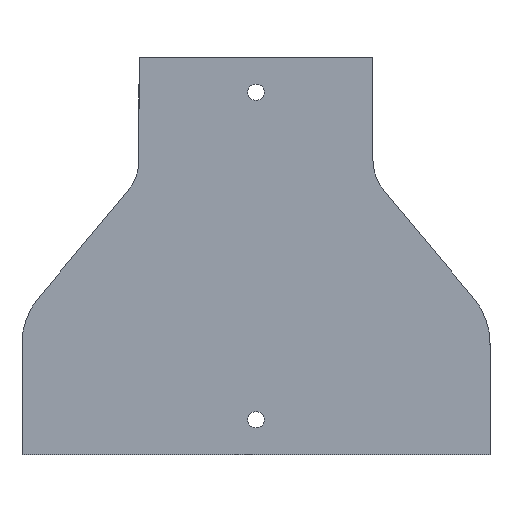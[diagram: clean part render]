
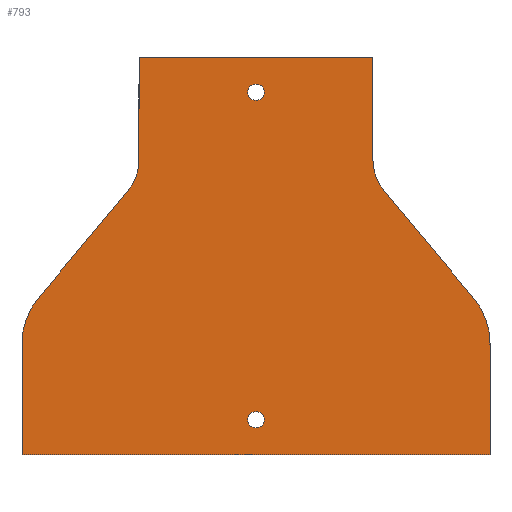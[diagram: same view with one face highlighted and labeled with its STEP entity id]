
A CAD part, front view. The second image highlights one B-rep face of the part: STEP entity #793.
In plain terms, the highlighted planar face has unit normal (0, -1, 0).
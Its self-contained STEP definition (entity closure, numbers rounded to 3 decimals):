
#3 = DIRECTION ( 'NONE',  ( -1., 0., 0. ) ) ;
#29 = CARTESIAN_POINT ( 'NONE',  ( -100., 0., -170. ) ) ;
#158 = DIRECTION ( 'NONE',  ( 0., 0., 1. ) ) ;
#159 = CARTESIAN_POINT ( 'NONE',  ( -50., 0., 0. ) ) ;
#179 = CARTESIAN_POINT ( 'NONE',  ( -50., 0., 0. ) ) ;
#180 = CARTESIAN_POINT ( 'NONE',  ( 100., 0., -122.241 ) ) ;
#186 = CARTESIAN_POINT ( 'NONE',  ( 100., 0., -122.241 ) ) ;
#223 = DIRECTION ( 'NONE',  ( 0., 0., 1. ) ) ;
#230 = CARTESIAN_POINT ( 'NONE',  ( 0., 0., -155. ) ) ;
#233 = CARTESIAN_POINT ( 'NONE',  ( -70., 0., -44.139 ) ) ;
#236 = DIRECTION ( 'NONE',  ( 0., -1., 0. ) ) ;
#238 = DIRECTION ( 'NONE',  ( 0., 0., -1. ) ) ;
#239 = CARTESIAN_POINT ( 'NONE',  ( 0., 0., -15. ) ) ;
#241 = DIRECTION ( 'NONE',  ( 0., 0., -1. ) ) ;
#243 = DIRECTION ( 'NONE',  ( 0., -1., 0. ) ) ;
#260 = CARTESIAN_POINT ( 'NONE',  ( 50., 0., 0. ) ) ;
#369 = DIRECTION ( 'NONE',  ( 0., 0., -1. ) ) ;
#381 = CARTESIAN_POINT ( 'NONE',  ( -70., 0., -44.139 ) ) ;
#383 = DIRECTION ( 'NONE',  ( 0., 1., 0. ) ) ;
#386 = DIRECTION ( 'NONE',  ( 0., -1., 0. ) ) ;
#390 = PLANE ( 'NONE',  #968 ) ;
#445 = DIRECTION ( 'NONE',  ( 0., 0., -1. ) ) ;
#446 = DIRECTION ( 'NONE',  ( 0., -1., 0. ) ) ;
#447 = CARTESIAN_POINT ( 'NONE',  ( 70., 0., -44.139 ) ) ;
#448 = DIRECTION ( 'NONE',  ( 0.64, 0., -0.768 ) ) ;
#461 = DIRECTION ( 'NONE',  ( 1., 0., 0. ) ) ;
#507 = DIRECTION ( 'NONE',  ( 0., 0., 1. ) ) ;
#545 = DIRECTION ( 'NONE',  ( 0., 0., -1. ) ) ;
#552 = CARTESIAN_POINT ( 'NONE',  ( 54.636, 0., -56.942 ) ) ;
#562 = CARTESIAN_POINT ( 'NONE',  ( 70., 0., -122.241 ) ) ;
#576 = DIRECTION ( 'NONE',  ( 0., 1., 0. ) ) ;
#578 = DIRECTION ( 'NONE',  ( 0., 0., -1. ) ) ;
#600 = CARTESIAN_POINT ( 'NONE',  ( 54.636, 0., -56.942 ) ) ;
#604 = CARTESIAN_POINT ( 'NONE',  ( -100., 0., -122.241 ) ) ;
#606 = DIRECTION ( 'NONE',  ( 0., 0., 1. ) ) ;
#612 = CARTESIAN_POINT ( 'NONE',  ( 100., 0., -170. ) ) ;
#627 = CARTESIAN_POINT ( 'NONE',  ( -100., 0., -170. ) ) ;
#635 = CARTESIAN_POINT ( 'NONE',  ( -100., 0., -122.241 ) ) ;
#639 = CARTESIAN_POINT ( 'NONE',  ( -54.636, 0., -56.942 ) ) ;
#641 = CARTESIAN_POINT ( 'NONE',  ( -93.047, 0., -103.035 ) ) ;
#672 = CARTESIAN_POINT ( 'NONE',  ( -54.636, 0., -56.942 ) ) ;
#673 = DIRECTION ( 'NONE',  ( 0.64, 0., 0.768 ) ) ;
#675 = CARTESIAN_POINT ( 'NONE',  ( 0., 0., -158.5 ) ) ;
#676 = CARTESIAN_POINT ( 'NONE',  ( 0., 0., -18.5 ) ) ;
#701 = DIRECTION ( 'NONE',  ( 0., 1., 0. ) ) ;
#702 = DIRECTION ( 'NONE',  ( 0., 0., 1. ) ) ;
#703 = VERTEX_POINT ( 'NONE', #180 ) ;
#726 = EDGE_CURVE ( 'NONE', #1347, #1334, #1740, .T. ) ;
#735 = EDGE_CURVE ( 'NONE', #1334, #1333, #1755, .T. ) ;
#744 = EDGE_CURVE ( 'NONE', #1333, #1326, #1771, .T. ) ;
#747 = EDGE_CURVE ( 'NONE', #1326, #1929, #1777, .T. ) ;
#750 = EDGE_CURVE ( 'NONE', #1929, #1317, #1782, .T. ) ;
#753 = EDGE_CURVE ( 'NONE', #1317, #703, #1787, .T. ) ;
#764 = EDGE_CURVE ( 'NONE', #703, #1962, #1802, .T. ) ;
#767 = EDGE_CURVE ( 'NONE', #1962, #1968, #1809, .T. ) ;
#793 = ADVANCED_FACE ( 'NONE', ( #1860, #1864, #1859 ), #390, .F. ) ;
#844 = EDGE_CURVE ( 'NONE', #1980, #1347, #1109, .T. ) ;
#846 = EDGE_CURVE ( 'NONE', #1244, #1244, #1115, .T. ) ;
#847 = EDGE_CURVE ( 'NONE', #1276, #1276, #1118, .T. ) ;
#944 = AXIS2_PLACEMENT_3D ( 'NONE', #447, #446, #445 ) ;
#946 = AXIS2_PLACEMENT_3D ( 'NONE', #562, #576, #578 ) ;
#968 = AXIS2_PLACEMENT_3D ( 'NONE', #381, #383, #507 ) ;
#1010 = AXIS2_PLACEMENT_3D ( 'NONE', #233, #386, #223 ) ;
#1017 = AXIS2_PLACEMENT_3D ( 'NONE', #230, #236, #238 ) ;
#1018 = AXIS2_PLACEMENT_3D ( 'NONE', #239, #243, #241 ) ;
#1039 = AXIS2_PLACEMENT_3D ( 'NONE', #1062, #701, #702 ) ;
#1062 = CARTESIAN_POINT ( 'NONE',  ( -70., 0., -122.241 ) ) ;
#1109 = CIRCLE ( 'NONE', #1010, 20. ) ;
#1115 = CIRCLE ( 'NONE', #1017, 3.5 ) ;
#1118 = CIRCLE ( 'NONE', #1018, 3.5 ) ;
#1244 = VERTEX_POINT ( 'NONE', #675 ) ;
#1266 = CIRCLE ( 'NONE', #1039, 30. ) ;
#1268 = VECTOR ( 'NONE', #606, 1000. ) ;
#1271 = LINE ( 'NONE', #604, #1268 ) ;
#1272 = VECTOR ( 'NONE', #673, 1000. ) ;
#1275 = LINE ( 'NONE', #672, #1272 ) ;
#1276 = VERTEX_POINT ( 'NONE', #676 ) ;
#1317 = VERTEX_POINT ( 'NONE', #1899 ) ;
#1326 = VERTEX_POINT ( 'NONE', #1919 ) ;
#1333 = VERTEX_POINT ( 'NONE', #1911 ) ;
#1334 = VERTEX_POINT ( 'NONE', #1910 ) ;
#1347 = VERTEX_POINT ( 'NONE', #1940 ) ;
#1439 = ORIENTED_EDGE ( 'NONE', *, *, #846, .F. ) ;
#1440 = ORIENTED_EDGE ( 'NONE', *, *, #847, .F. ) ;
#1441 = ORIENTED_EDGE ( 'NONE', *, *, #1951, .F. ) ;
#1442 = ORIENTED_EDGE ( 'NONE', *, *, #767, .F. ) ;
#1443 = ORIENTED_EDGE ( 'NONE', *, *, #764, .F. ) ;
#1444 = ORIENTED_EDGE ( 'NONE', *, *, #753, .F. ) ;
#1445 = ORIENTED_EDGE ( 'NONE', *, *, #750, .F. ) ;
#1446 = ORIENTED_EDGE ( 'NONE', *, *, #747, .F. ) ;
#1447 = ORIENTED_EDGE ( 'NONE', *, *, #744, .F. ) ;
#1448 = ORIENTED_EDGE ( 'NONE', *, *, #735, .F. ) ;
#1449 = ORIENTED_EDGE ( 'NONE', *, *, #726, .F. ) ;
#1450 = ORIENTED_EDGE ( 'NONE', *, *, #844, .F. ) ;
#1451 = ORIENTED_EDGE ( 'NONE', *, *, #2096, .F. ) ;
#1452 = ORIENTED_EDGE ( 'NONE', *, *, #1922, .F. ) ;
#1740 = LINE ( 'NONE', #159, #1742 ) ;
#1742 = VECTOR ( 'NONE', #158, 1000. ) ;
#1755 = LINE ( 'NONE', #179, #1760 ) ;
#1760 = VECTOR ( 'NONE', #461, 1000. ) ;
#1771 = LINE ( 'NONE', #260, #1774 ) ;
#1774 = VECTOR ( 'NONE', #369, 1000. ) ;
#1777 = CIRCLE ( 'NONE', #944, 20. ) ;
#1782 = LINE ( 'NONE', #552, #1784 ) ;
#1784 = VECTOR ( 'NONE', #448, 1000. ) ;
#1787 = CIRCLE ( 'NONE', #946, 30. ) ;
#1802 = LINE ( 'NONE', #186, #1806 ) ;
#1806 = VECTOR ( 'NONE', #545, 1000. ) ;
#1809 = LINE ( 'NONE', #29, #1812 ) ;
#1812 = VECTOR ( 'NONE', #3, 1000. ) ;
#1859 = FACE_OUTER_BOUND ( 'NONE', #2026, .T. ) ;
#1860 = FACE_BOUND ( 'NONE', #2012, .T. ) ;
#1864 = FACE_BOUND ( 'NONE', #2046, .T. ) ;
#1899 = CARTESIAN_POINT ( 'NONE',  ( 93.047, 0., -103.035 ) ) ;
#1910 = CARTESIAN_POINT ( 'NONE',  ( -50., 0., 0. ) ) ;
#1911 = CARTESIAN_POINT ( 'NONE',  ( 50., 0., 0. ) ) ;
#1919 = CARTESIAN_POINT ( 'NONE',  ( 50., 0., -44.139 ) ) ;
#1922 = EDGE_CURVE ( 'NONE', #1976, #1982, #1266, .T. ) ;
#1929 = VERTEX_POINT ( 'NONE', #600 ) ;
#1940 = CARTESIAN_POINT ( 'NONE',  ( -50., 0., -44.139 ) ) ;
#1951 = EDGE_CURVE ( 'NONE', #1968, #1976, #1271, .T. ) ;
#1962 = VERTEX_POINT ( 'NONE', #612 ) ;
#1968 = VERTEX_POINT ( 'NONE', #627 ) ;
#1976 = VERTEX_POINT ( 'NONE', #635 ) ;
#1980 = VERTEX_POINT ( 'NONE', #639 ) ;
#1982 = VERTEX_POINT ( 'NONE', #641 ) ;
#2012 = EDGE_LOOP ( 'NONE', ( #1439 ) ) ;
#2026 = EDGE_LOOP ( 'NONE', ( #1441, #1442, #1443, #1444, #1445, #1446, #1447, #1448, #1449, #1450, #1451, #1452 ) ) ;
#2046 = EDGE_LOOP ( 'NONE', ( #1440 ) ) ;
#2096 = EDGE_CURVE ( 'NONE', #1982, #1980, #1275, .T. ) ;
